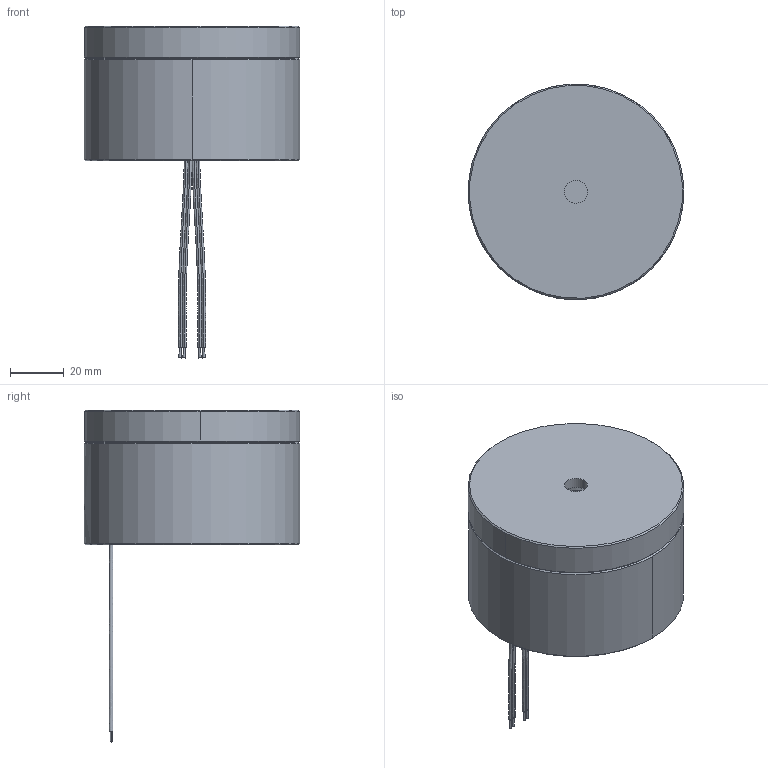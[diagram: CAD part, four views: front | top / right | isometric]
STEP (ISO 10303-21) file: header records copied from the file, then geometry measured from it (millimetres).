
FILE_DESCRIPTION (( 'STEP AP214' ), '1' );
FILE_NAME ('VR200-80A.step', '2021-07-29T14:23:50', ( '' ), ( '' ), 'SwSTEP 2.0', 'SolidWorks 2020', '' );
FILE_SCHEMA (( 'AUTOMOTIVE_DESIGN' ));
Length unit declared in the file: millimetre
Products named in the file (4): VR200-80A; EP0311-POWER WIRE-1; Group1; Group2
Assembly tree (3 placements, depth 2):
  VR200-80A
    Group1
    Group2
    EP0311-POWER WIRE-1
Bounding box: 80 x 80 x 123.1 mm (x, y, z)
Volume: 247049 mm3; surface area: 35940.3 mm2
Topology: 3 solids, 3 shells, 107 faces, 241 edges, 152 vertices
Faces by surface type: cylinder 38, plane 25, bspline 24, cone 20
Entity records: 5601 total; most frequent: CARTESIAN_POINT 2702, DIRECTION 525, ORIENTED_EDGE 474, EDGE_CURVE 237, AXIS2_PLACEMENT_3D 233, VERTEX_POINT 152, CIRCLE 144, EDGE_LOOP 125
